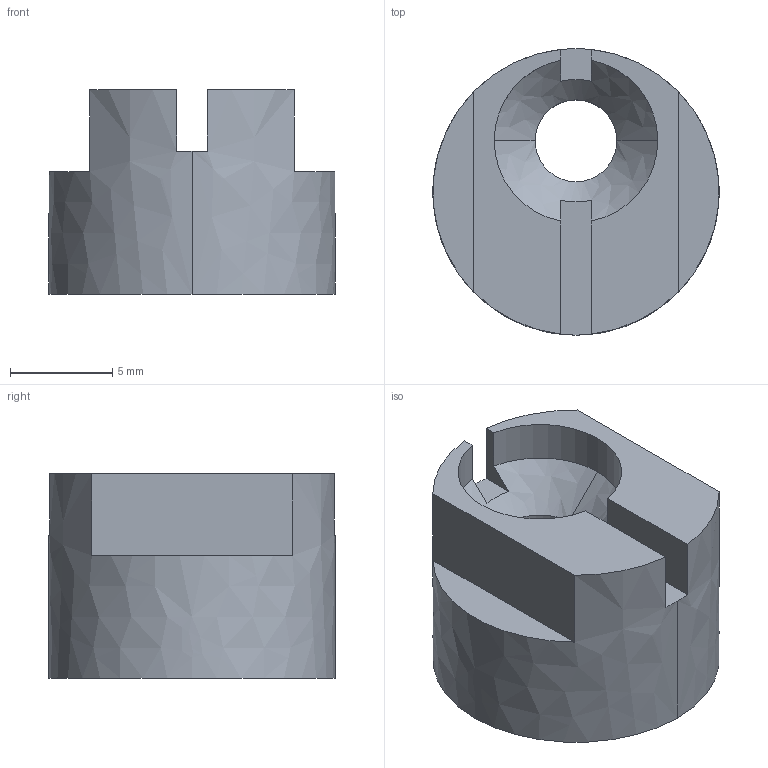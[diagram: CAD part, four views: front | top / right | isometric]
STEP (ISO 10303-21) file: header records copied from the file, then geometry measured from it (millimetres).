
FILE_DESCRIPTION(('FreeCAD Model'),'2;1');
FILE_NAME('Open CASCADE Shape Model','2025-01-20T17:52:15',(''),(''), 'Open CASCADE STEP processor 7.6','FreeCAD','Unknown');
FILE_SCHEMA(('AUTOMOTIVE_DESIGN { 1 0 10303 214 1 1 1 1 }'));
Length unit declared in the file: millimetre
Products named in the file (1): 3K-15_V7_CAMERA_ECCENTRIC
Bounding box: 14 x 14 x 10 mm (x, y, z)
Volume: 1085.3 mm3; surface area: 899.3 mm2
Topology: 1 solids, 1 shells, 24 faces, 64 edges, 42 vertices
Faces by surface type: bspline 24
Entity records: 906 total; most frequent: CARTESIAN_POINT 331, ORIENTED_EDGE 128, DIRECTION 90, EDGE_CURVE 64, VERTEX_POINT 42, LINE 32, VECTOR 32, AXIS2_PLACEMENT_3D 29
